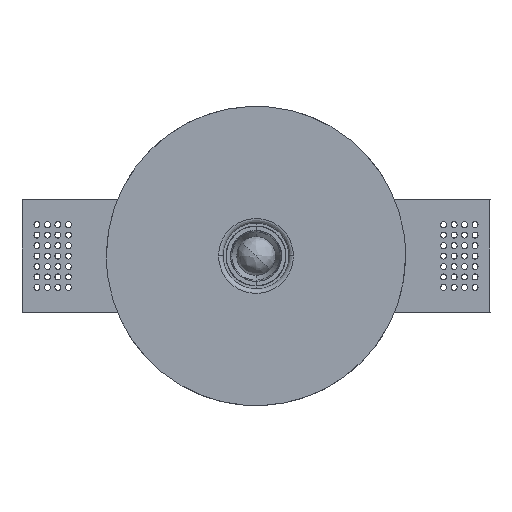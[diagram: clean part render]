
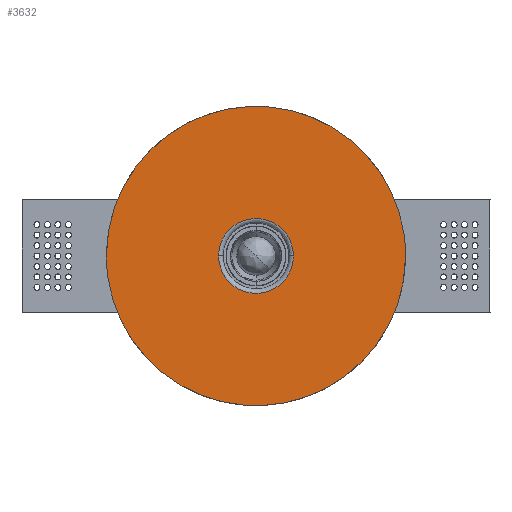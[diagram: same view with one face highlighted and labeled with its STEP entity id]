
A CAD part, top view. The second image highlights one B-rep face of the part: STEP entity #3632.
In plain terms, the highlighted planar face has unit normal (0, 0, 1).
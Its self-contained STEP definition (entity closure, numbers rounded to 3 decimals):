
#172=FACE_BOUND('',#6095,.T.);
#1372=(
BOUNDED_CURVE()
B_SPLINE_CURVE(2,(#36655,#36656,#36657,#36658,#36659),.UNSPECIFIED.,.F.,
 .F.)
B_SPLINE_CURVE_WITH_KNOTS((3,2,3),(-314.159,-235.619,
-157.08),.UNSPECIFIED.)
CURVE()
GEOMETRIC_REPRESENTATION_ITEM()
RATIONAL_B_SPLINE_CURVE((1.,0.707,1.,0.707,1.))
REPRESENTATION_ITEM('')
);
#1384=(
BOUNDED_CURVE()
B_SPLINE_CURVE(2,(#36699,#36700,#36701,#36702,#36703),.UNSPECIFIED.,.F.,
 .F.)
B_SPLINE_CURVE_WITH_KNOTS((3,2,3),(0.,19.634,39.269),
 .UNSPECIFIED.)
CURVE()
GEOMETRIC_REPRESENTATION_ITEM()
RATIONAL_B_SPLINE_CURVE((1.,0.707,1.,0.707,1.))
REPRESENTATION_ITEM('')
);
#1442=(
BOUNDED_CURVE()
B_SPLINE_CURVE(2,(#36940,#36941,#36942,#36943,#36944),.UNSPECIFIED.,.F.,
 .F.)
B_SPLINE_CURVE_WITH_KNOTS((3,2,3),(39.269,58.903,78.538),
 .UNSPECIFIED.)
CURVE()
GEOMETRIC_REPRESENTATION_ITEM()
RATIONAL_B_SPLINE_CURVE((1.,0.707,1.,0.707,1.))
REPRESENTATION_ITEM('')
);
#1444=(
BOUNDED_CURVE()
B_SPLINE_CURVE(2,(#36947,#36948,#36949,#36950,#36951),.UNSPECIFIED.,.F.,
 .F.)
B_SPLINE_CURVE_WITH_KNOTS((3,2,3),(-157.08,-78.54,0.),
 .UNSPECIFIED.)
CURVE()
GEOMETRIC_REPRESENTATION_ITEM()
RATIONAL_B_SPLINE_CURVE((1.,0.707,1.,0.707,1.))
REPRESENTATION_ITEM('')
);
#3632=ADVANCED_FACE('',(#4784,#172),#19303,.T.);
#4784=FACE_OUTER_BOUND('',#6094,.T.);
#6094=EDGE_LOOP('',(#10450,#10451));
#6095=EDGE_LOOP('',(#10452,#10453));
#10450=ORIENTED_EDGE('',*,*,#14761,.F.);
#10451=ORIENTED_EDGE('',*,*,#14659,.F.);
#10452=ORIENTED_EDGE('',*,*,#14759,.F.);
#10453=ORIENTED_EDGE('',*,*,#14672,.F.);
#14659=EDGE_CURVE('',#18336,#18395,#1372,.T.);
#14672=EDGE_CURVE('',#18344,#18394,#1384,.T.);
#14759=EDGE_CURVE('',#18394,#18344,#1442,.T.);
#14761=EDGE_CURVE('',#18395,#18336,#1444,.T.);
#18336=VERTEX_POINT('',#36593);
#18344=VERTEX_POINT('',#36601);
#18394=VERTEX_POINT('',#36651);
#18395=VERTEX_POINT('',#36652);
#19303=PLANE('',#20072);
#20072=AXIS2_PLACEMENT_3D('',#36426,#20999,$);
#20999=DIRECTION('',(0.,0.,1.));
#36426=CARTESIAN_POINT('',(51.,-51.,12.5));
#36593=CARTESIAN_POINT('',(50.,0.,12.5));
#36601=CARTESIAN_POINT('',(12.5,0.,12.5));
#36651=CARTESIAN_POINT('',(-12.5,0.,12.5));
#36652=CARTESIAN_POINT('',(-50.,0.,12.5));
#36655=CARTESIAN_POINT('',(50.,0.,12.5));
#36656=CARTESIAN_POINT('',(50.,-50.,12.5));
#36657=CARTESIAN_POINT('',(0.,-50.,12.5));
#36658=CARTESIAN_POINT('',(-50.,-50.,12.5));
#36659=CARTESIAN_POINT('',(-50.,0.,12.5));
#36699=CARTESIAN_POINT('',(12.5,0.,12.5));
#36700=CARTESIAN_POINT('',(12.5,12.5,12.5));
#36701=CARTESIAN_POINT('',(0.,12.5,12.5));
#36702=CARTESIAN_POINT('',(-12.5,12.5,12.5));
#36703=CARTESIAN_POINT('',(-12.5,0.,12.5));
#36940=CARTESIAN_POINT('',(-12.5,0.,12.5));
#36941=CARTESIAN_POINT('',(-12.5,-12.5,12.5));
#36942=CARTESIAN_POINT('',(0.,-12.5,12.5));
#36943=CARTESIAN_POINT('',(12.5,-12.5,12.5));
#36944=CARTESIAN_POINT('',(12.5,0.,12.5));
#36947=CARTESIAN_POINT('',(-50.,0.,12.5));
#36948=CARTESIAN_POINT('',(-50.,50.,12.5));
#36949=CARTESIAN_POINT('',(0.,50.,12.5));
#36950=CARTESIAN_POINT('',(50.,50.,12.5));
#36951=CARTESIAN_POINT('',(50.,0.,12.5));
